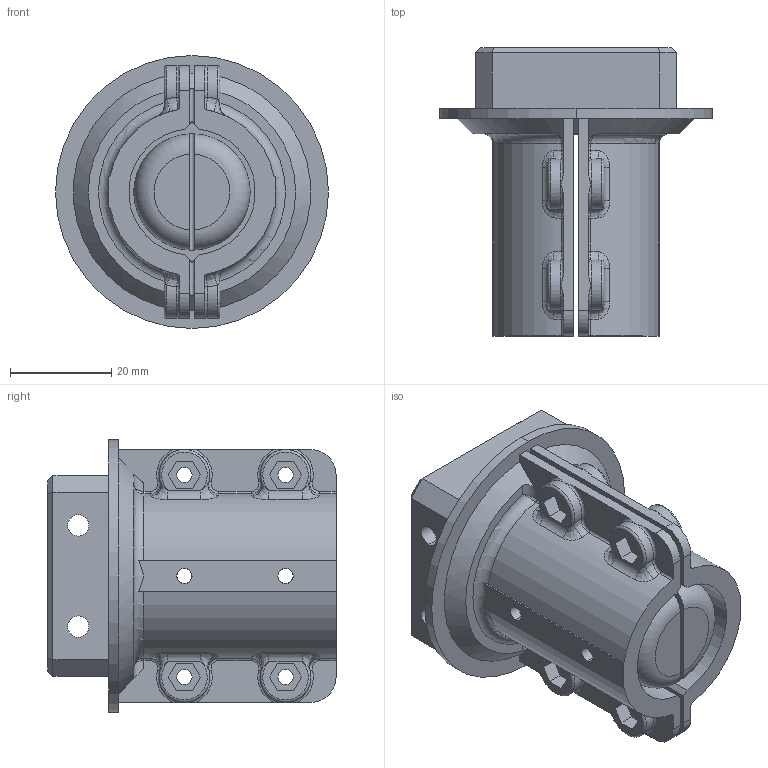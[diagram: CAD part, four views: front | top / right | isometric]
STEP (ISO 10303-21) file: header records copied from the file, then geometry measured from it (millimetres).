
FILE_DESCRIPTION((''),'2;1');
FILE_NAME('OBMP-FMW-A-1610','2023-11-07T16:37:32',('Ghasto'),(''),'CREO PARAMETRIC BY PTC INC, 2019164','CREO PARAMETRIC BY PTC INC, 2019164','');
FILE_SCHEMA(('CONFIG_CONTROL_DESIGN'));
Length unit declared in the file: millimetre
Products named in the file (1): OBMP-FMW-A-1610
Bounding box: 54 x 57 x 54 mm (x, y, z)
Volume: 58906.5 mm3; surface area: 24603.8 mm2
Topology: 1 solids, 1 shells, 320 faces, 814 edges, 511 vertices
Faces by surface type: plane 142, cylinder 94, bspline 52, torus 28, cone 4
Entity records: 12718 total; most frequent: CARTESIAN_POINT 5236, ORIENTED_EDGE 1628, DIRECTION 1411, EDGE_CURVE 814, VERTEX_POINT 511, AXIS2_PLACEMENT_3D 499, VECTOR 413, LINE 413
